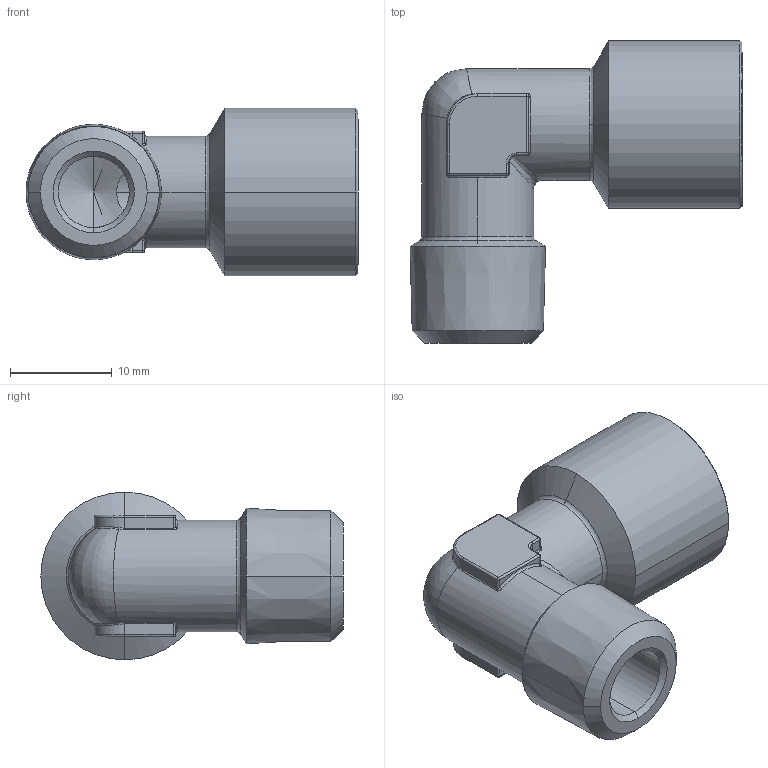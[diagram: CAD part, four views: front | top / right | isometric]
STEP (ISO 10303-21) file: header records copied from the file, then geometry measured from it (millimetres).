
FILE_DESCRIPTION (( 'STEP AP203' ), '1' );
FILE_NAME ('002-X307.STEP', '2013-10-30T15:45:23', ( 'Gabriele' ), ( '' ), 'SwSTEP 2.0', 'SolidWorks 2011', '' );
FILE_SCHEMA (( 'CONFIG_CONTROL_DESIGN' ));
Length unit declared in the file: millimetre
Products named in the file (1): 002-X307
Bounding box: 32.67 x 29.75 x 16.5 mm (x, y, z)
Volume: 3849.3 mm3; surface area: 3496.5 mm2
Topology: 1 solids, 1 shells, 122 faces, 285 edges, 155 vertices
Faces by surface type: cylinder 46, bspline 22, cone 18, plane 16, torus 12, sphere 8
Entity records: 3977 total; most frequent: CARTESIAN_POINT 1305, DIRECTION 552, ORIENTED_EDGE 550, EDGE_CURVE 275, AXIS2_PLACEMENT_3D 228, VERTEX_POINT 155, CIRCLE 127, EDGE_LOOP 124
